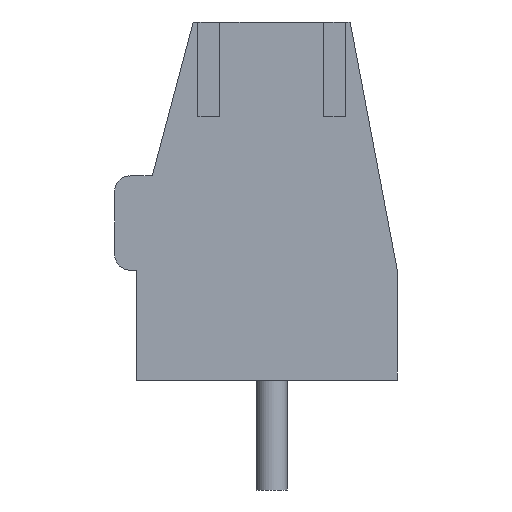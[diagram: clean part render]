
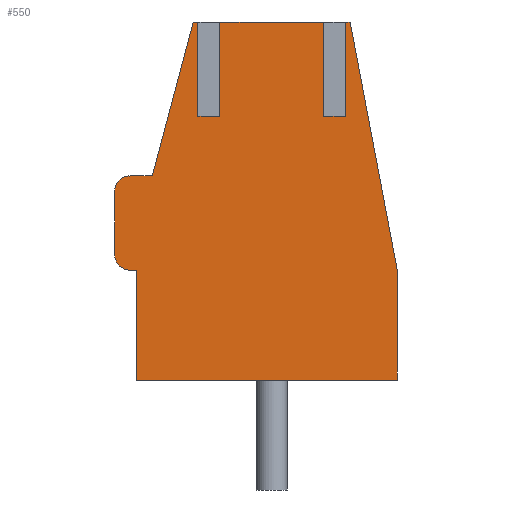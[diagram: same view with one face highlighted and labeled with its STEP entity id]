
A CAD part, front view. The second image highlights one B-rep face of the part: STEP entity #550.
In plain terms, the highlighted planar face has unit normal (0, -1, 0).
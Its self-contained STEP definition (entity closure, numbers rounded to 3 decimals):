
#13=DIRECTION('',(0.,0.,1.));
#14=DIRECTION('',(1.,0.,0.));
#80=VERTEX_POINT('',#81);
#81=CARTESIAN_POINT('',(4.,-35.,0.));
#84=DIRECTION('',(0.,-1.,0.));
#85=ORIENTED_EDGE('',*,*,#86,.T.);
#86=EDGE_CURVE('',#80,#87,#89,.T.);
#87=VERTEX_POINT('',#88);
#88=CARTESIAN_POINT('',(4.,-35.,3.5));
#89=LINE('',#81,#90);
#90=VECTOR('',#13,1.);
#101=DIRECTION('',(-1.,0.,0.));
#110=VECTOR('',#14,1.);
#122=VECTOR('',#101,1.);
#465=VERTEX_POINT('',#466);
#466=CARTESIAN_POINT('',(-4.3,-35.,0.));
#467=ORIENTED_EDGE('',*,*,#468,.T.);
#468=EDGE_CURVE('',#465,#80,#469,.T.);
#469=LINE('',#466,#110);
#477=ORIENTED_EDGE('',*,*,#478,.T.);
#478=EDGE_CURVE('',#87,#479,#481,.T.);
#479=VERTEX_POINT('',#480);
#480=CARTESIAN_POINT('',(2.5,-35.,11.4));
#481=LINE('',#88,#482);
#482=VECTOR('',#483,1.);
#483=DIRECTION('',(-0.187,0.,0.982));
#510=VECTOR('',#511,1.);
#511=DIRECTION('',(-0.256,0.,-0.967));
#529=VECTOR('',#530,1.);
#530=DIRECTION('',(0.,0.,-1.));
#550=ADVANCED_FACE('',(#551),#639,.T.);
#551=FACE_BOUND('',#552,.T.);
#552=EDGE_LOOP('',(#553,#467,#85,#477,#558,#563,#569,#575,#581,#585,#591,#597,#603,#607,#612,#617,#624,#629,#636));
#553=ORIENTED_EDGE('',*,*,#554,.T.);
#554=EDGE_CURVE('',#555,#465,#557,.T.);
#555=VERTEX_POINT('',#556);
#556=CARTESIAN_POINT('',(-4.3,-35.,3.5));
#557=LINE('',#556,#529);
#558=ORIENTED_EDGE('',*,*,#559,.T.);
#559=EDGE_CURVE('',#479,#560,#562,.T.);
#560=VERTEX_POINT('',#561);
#561=CARTESIAN_POINT('',(2.35,-35.,11.4));
#562=LINE('',#480,#122);
#563=ORIENTED_EDGE('',*,*,#564,.F.);
#564=EDGE_CURVE('',#565,#560,#567,.T.);
#565=VERTEX_POINT('',#566);
#566=CARTESIAN_POINT('',(2.35,-35.,8.4));
#567=LINE('',#568,#90);
#568=CARTESIAN_POINT('',(2.35,-35.,6.809));
#569=ORIENTED_EDGE('',*,*,#570,.T.);
#570=EDGE_CURVE('',#565,#571,#573,.T.);
#571=VERTEX_POINT('',#572);
#572=CARTESIAN_POINT('',(1.65,-35.,8.4));
#573=LINE('',#574,#122);
#574=CARTESIAN_POINT('',(0.648,-35.,8.4));
#575=ORIENTED_EDGE('',*,*,#576,.T.);
#576=EDGE_CURVE('',#571,#577,#579,.T.);
#577=VERTEX_POINT('',#578);
#578=CARTESIAN_POINT('',(1.65,-35.,11.4));
#579=LINE('',#580,#90);
#580=CARTESIAN_POINT('',(1.65,-35.,6.809));
#581=ORIENTED_EDGE('',*,*,#582,.T.);
#582=EDGE_CURVE('',#577,#583,#562,.T.);
#583=VERTEX_POINT('',#584);
#584=CARTESIAN_POINT('',(-1.65,-35.,11.4));
#585=ORIENTED_EDGE('',*,*,#586,.F.);
#586=EDGE_CURVE('',#587,#583,#589,.T.);
#587=VERTEX_POINT('',#588);
#588=CARTESIAN_POINT('',(-1.65,-35.,8.4));
#589=LINE('',#590,#90);
#590=CARTESIAN_POINT('',(-1.65,-35.,6.809));
#591=ORIENTED_EDGE('',*,*,#592,.T.);
#592=EDGE_CURVE('',#587,#593,#595,.T.);
#593=VERTEX_POINT('',#594);
#594=CARTESIAN_POINT('',(-2.35,-35.,8.4));
#595=LINE('',#596,#122);
#596=CARTESIAN_POINT('',(-1.352,-35.,8.4));
#597=ORIENTED_EDGE('',*,*,#598,.T.);
#598=EDGE_CURVE('',#593,#599,#601,.T.);
#599=VERTEX_POINT('',#600);
#600=CARTESIAN_POINT('',(-2.35,-35.,11.4));
#601=LINE('',#602,#90);
#602=CARTESIAN_POINT('',(-2.35,-35.,6.809));
#603=ORIENTED_EDGE('',*,*,#604,.T.);
#604=EDGE_CURVE('',#599,#605,#562,.T.);
#605=VERTEX_POINT('',#606);
#606=CARTESIAN_POINT('',(-2.5,-35.,11.4));
#607=ORIENTED_EDGE('',*,*,#608,.T.);
#608=EDGE_CURVE('',#605,#609,#611,.T.);
#609=VERTEX_POINT('',#610);
#610=CARTESIAN_POINT('',(-3.8,-35.,6.5));
#611=LINE('',#606,#510);
#612=ORIENTED_EDGE('',*,*,#613,.T.);
#613=EDGE_CURVE('',#609,#614,#616,.T.);
#614=VERTEX_POINT('',#615);
#615=CARTESIAN_POINT('',(-4.5,-35.,6.5));
#616=LINE('',#610,#122);
#617=ORIENTED_EDGE('',*,*,#618,.T.);
#618=EDGE_CURVE('',#614,#619,#621,.T.);
#619=VERTEX_POINT('',#620);
#620=CARTESIAN_POINT('',(-5.,-35.,6.));
#621=ELLIPSE('',#622,0.5,0.5);
#622=AXIS2_PLACEMENT_3D('',#623,#84,#14);
#623=CARTESIAN_POINT('',(-4.5,-35.,6.));
#624=ORIENTED_EDGE('',*,*,#625,.T.);
#625=EDGE_CURVE('',#619,#626,#628,.T.);
#626=VERTEX_POINT('',#627);
#627=CARTESIAN_POINT('',(-5.,-35.,4.));
#628=LINE('',#620,#529);
#629=ORIENTED_EDGE('',*,*,#630,.T.);
#630=EDGE_CURVE('',#626,#631,#633,.T.);
#631=VERTEX_POINT('',#632);
#632=CARTESIAN_POINT('',(-4.5,-35.,3.5));
#633=ELLIPSE('',#634,0.5,0.5);
#634=AXIS2_PLACEMENT_3D('',#635,#84,#14);
#635=CARTESIAN_POINT('',(-4.5,-35.,4.));
#636=ORIENTED_EDGE('',*,*,#637,.T.);
#637=EDGE_CURVE('',#631,#555,#638,.T.);
#638=LINE('',#632,#110);
#639=PLANE('',#640);
#640=AXIS2_PLACEMENT_3D('',#641,#84,#530);
#641=CARTESIAN_POINT('',(-0.354,-35.,5.217));
